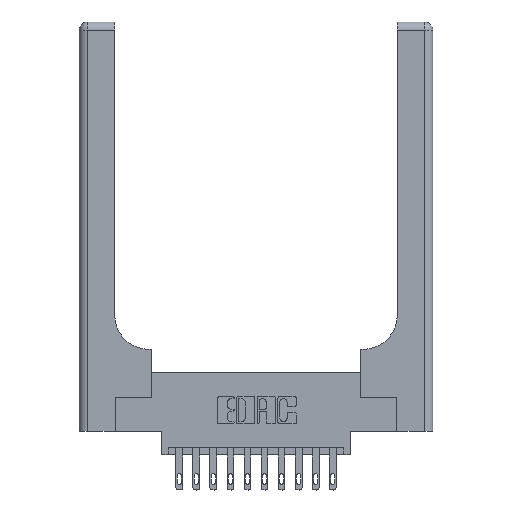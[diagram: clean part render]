
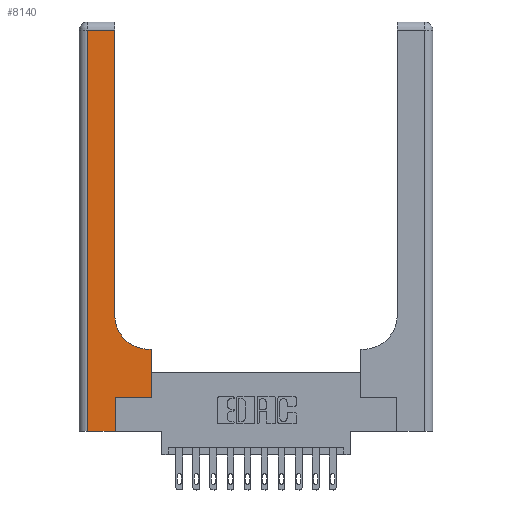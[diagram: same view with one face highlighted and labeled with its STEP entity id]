
A CAD part, top view. The second image highlights one B-rep face of the part: STEP entity #8140.
In plain terms, the highlighted planar face has unit normal (0, 0, 1).
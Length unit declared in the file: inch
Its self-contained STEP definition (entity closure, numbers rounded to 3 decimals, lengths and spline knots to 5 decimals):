
#399 = AXIS2_PLACEMENT_3D ( 'NONE', #3836, #13926, #2494 ) ;
#416 = EDGE_CURVE ( 'NONE', #5696, #4297, #3960, .T. ) ;
#624 = ORIENTED_EDGE ( 'NONE', *, *, #416, .T. ) ;
#723 = EDGE_CURVE ( 'NONE', #13435, #3000, #853, .T. ) ;
#853 = LINE ( 'NONE', #5942, #1948 ) ;
#1104 = VERTEX_POINT ( 'NONE', #12860 ) ;
#1948 = VECTOR ( 'NONE', #9781, 39.37008 ) ;
#2034 = DIRECTION ( 'NONE',  ( -1., 0., 0. ) ) ;
#2309 = VECTOR ( 'NONE', #4266, 39.37008 ) ;
#2315 = DIRECTION ( 'NONE',  ( 0., 1., 0. ) ) ;
#2454 = CARTESIAN_POINT ( 'NONE',  ( 0.06, 3., 0.37 ) ) ;
#2494 = DIRECTION ( 'NONE',  ( 1., 0., 0. ) ) ;
#2513 = CARTESIAN_POINT ( 'NONE',  ( 0.26, 0.85, 0.37 ) ) ;
#2919 = CARTESIAN_POINT ( 'NONE',  ( 0.528, 0.6, 0.37 ) ) ;
#3000 = VERTEX_POINT ( 'NONE', #6056 ) ;
#3017 = LINE ( 'NONE', #15645, #2309 ) ;
#3323 = ORIENTED_EDGE ( 'NONE', *, *, #9367, .T. ) ;
#3788 = LINE ( 'NONE', #2454, #15745 ) ;
#3836 = CARTESIAN_POINT ( 'NONE',  ( 0.51, 0.85, 0.37 ) ) ;
#3865 = EDGE_CURVE ( 'NONE', #9809, #7725, #3017, .T. ) ;
#3960 = LINE ( 'NONE', #15236, #11267 ) ;
#4013 = VECTOR ( 'NONE', #4477, 39.37008 ) ;
#4266 = DIRECTION ( 'NONE',  ( 0., 1., 0. ) ) ;
#4297 = VERTEX_POINT ( 'NONE', #15455 ) ;
#4377 = CARTESIAN_POINT ( 'NONE',  ( 0.528, 0.25, 0.37 ) ) ;
#4477 = DIRECTION ( 'NONE',  ( 1., 0., 0. ) ) ;
#5211 = DIRECTION ( 'NONE',  ( -1., 0., 0. ) ) ;
#5696 = VERTEX_POINT ( 'NONE', #2919 ) ;
#5942 = CARTESIAN_POINT ( 'NONE',  ( 0., 0., 0.37 ) ) ;
#6056 = CARTESIAN_POINT ( 'NONE',  ( 0.265, 0., 0.37 ) ) ;
#6571 = EDGE_CURVE ( 'NONE', #16030, #5696, #10874, .T. ) ;
#6636 = ORIENTED_EDGE ( 'NONE', *, *, #9479, .T. ) ;
#7119 = FACE_OUTER_BOUND ( 'NONE', #8684, .T. ) ;
#7387 = CARTESIAN_POINT ( 'NONE',  ( 0.265, 0., 0.37 ) ) ;
#7486 = ORIENTED_EDGE ( 'NONE', *, *, #3865, .T. ) ;
#7704 = DIRECTION ( 'NONE',  ( 0., -1., 0. ) ) ;
#7725 = VERTEX_POINT ( 'NONE', #15681 ) ;
#7956 = LINE ( 'NONE', #10545, #14540 ) ;
#8140 = ADVANCED_FACE ( 'NONE', ( #7119 ), #8536, .F. ) ;
#8245 = LINE ( 'NONE', #9495, #4013 ) ;
#8536 = PLANE ( 'NONE',  #10719 ) ;
#8684 = EDGE_LOOP ( 'NONE', ( #7486, #16299, #6636, #16116, #16235, #3323, #9176, #624, #14740 ) ) ;
#8926 = CIRCLE ( 'NONE', #399, 0.25 ) ;
#9176 = ORIENTED_EDGE ( 'NONE', *, *, #6571, .T. ) ;
#9367 = EDGE_CURVE ( 'NONE', #1104, #16030, #8245, .T. ) ;
#9479 = EDGE_CURVE ( 'NONE', #12171, #13435, #3788, .T. ) ;
#9495 = CARTESIAN_POINT ( 'NONE',  ( 0.265, 0.25, 0.37 ) ) ;
#9781 = DIRECTION ( 'NONE',  ( 1., 0., 0. ) ) ;
#9809 = VERTEX_POINT ( 'NONE', #2513 ) ;
#10247 = VECTOR ( 'NONE', #2315, 39.37008 ) ;
#10545 = CARTESIAN_POINT ( 'NONE',  ( 0., 2.94, 0.37 ) ) ;
#10609 = EDGE_CURVE ( 'NONE', #3000, #1104, #16259, .T. ) ;
#10615 = CARTESIAN_POINT ( 'NONE',  ( 0.528, 0.25, 0.37 ) ) ;
#10696 = CARTESIAN_POINT ( 'NONE',  ( 0.06, 0., 0.37 ) ) ;
#10719 = AXIS2_PLACEMENT_3D ( 'NONE', #10869, #14657, #2034 ) ;
#10869 = CARTESIAN_POINT ( 'NONE',  ( 0., 3., 0.37 ) ) ;
#10874 = LINE ( 'NONE', #4377, #15988 ) ;
#11267 = VECTOR ( 'NONE', #15155, 39.37008 ) ;
#12171 = VERTEX_POINT ( 'NONE', #13381 ) ;
#12860 = CARTESIAN_POINT ( 'NONE',  ( 0.265, 0.25, 0.37 ) ) ;
#13381 = CARTESIAN_POINT ( 'NONE',  ( 0.06, 2.94, 0.37 ) ) ;
#13435 = VERTEX_POINT ( 'NONE', #10696 ) ;
#13477 = DIRECTION ( 'NONE',  ( 0., 1., 0. ) ) ;
#13926 = DIRECTION ( 'NONE',  ( 0., 0., -1. ) ) ;
#14540 = VECTOR ( 'NONE', #5211, 39.37008 ) ;
#14657 = DIRECTION ( 'NONE',  ( 0., 0., -1. ) ) ;
#14740 = ORIENTED_EDGE ( 'NONE', *, *, #14947, .T. ) ;
#14947 = EDGE_CURVE ( 'NONE', #4297, #9809, #8926, .T. ) ;
#15155 = DIRECTION ( 'NONE',  ( -1., 0., 0. ) ) ;
#15236 = CARTESIAN_POINT ( 'NONE',  ( 0.26, 0.6, 0.37 ) ) ;
#15455 = CARTESIAN_POINT ( 'NONE',  ( 0.51, 0.6, 0.37 ) ) ;
#15645 = CARTESIAN_POINT ( 'NONE',  ( 0.26, 3., 0.37 ) ) ;
#15681 = CARTESIAN_POINT ( 'NONE',  ( 0.26, 2.94, 0.37 ) ) ;
#15745 = VECTOR ( 'NONE', #7704, 39.37008 ) ;
#15857 = EDGE_CURVE ( 'NONE', #7725, #12171, #7956, .T. ) ;
#15988 = VECTOR ( 'NONE', #13477, 39.37008 ) ;
#16030 = VERTEX_POINT ( 'NONE', #10615 ) ;
#16116 = ORIENTED_EDGE ( 'NONE', *, *, #723, .T. ) ;
#16235 = ORIENTED_EDGE ( 'NONE', *, *, #10609, .T. ) ;
#16259 = LINE ( 'NONE', #7387, #10247 ) ;
#16299 = ORIENTED_EDGE ( 'NONE', *, *, #15857, .T. ) ;
